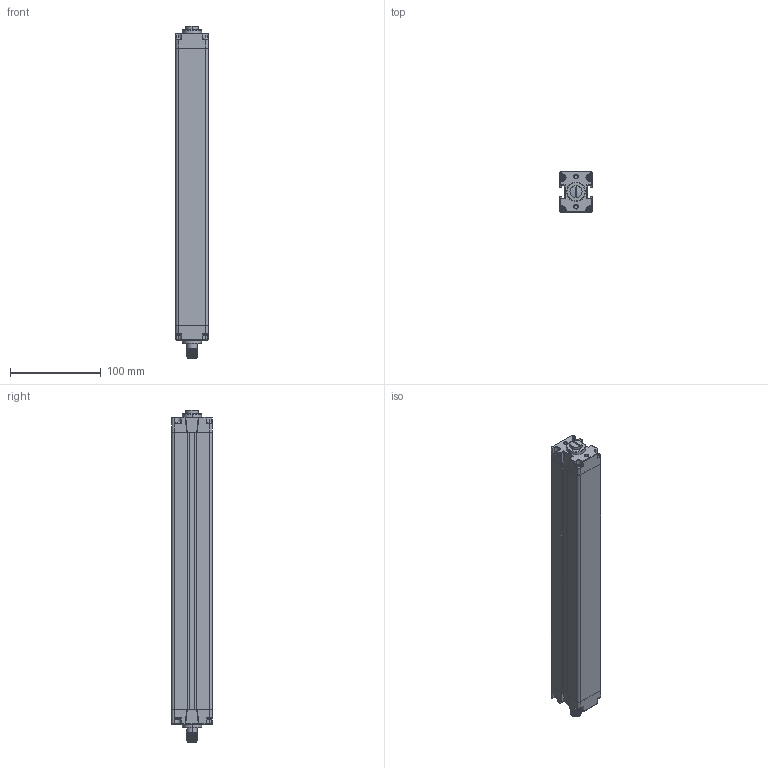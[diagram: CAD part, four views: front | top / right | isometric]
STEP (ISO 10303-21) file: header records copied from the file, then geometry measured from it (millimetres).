
FILE_DESCRIPTION((''),'2;1');
FILE_NAME('207389_ASM','2019-02-25T12:36:40',('pdmadmin'),('BANNER ENGINEERING'),'CREO PARAMETRIC BY PTC INC, 2018300','CREO PARAMETRIC BY PTC INC, 2018300','');
FILE_SCHEMA(('CONFIG_CONTROL_DESIGN'));
Products named in the file (102): 155606_AF4; 207427_AF0_ASM; 158940_AF0; 207392_AF0_ASM; 177099_AF0; 127802_AF1; 127813_AF0; 127800_INSERT_AF0; 127800_INSERT_AF1; 127802_AF0_ASM; 127806_AF0; 127824_AF0_ASM; 127812_AF0; 127818_CABLE_AF0; 08825_AF0; 60424_AF0; 127817_AF0_ASM; 130386_AF0; 136038_AF0_ASM; 127802_AF3; 127813_AF1; 127800_INSERT_AF2; 127800_INSERT_AF3; 127802_AF2_ASM; 127806_AF1; 127824_AF1_ASM; 127812_AF1; 127818_CABLE_AF1; 08825_AF1; 60424_AF1; 127817_AF1_ASM; 130386_AF1; 136038_AF1_ASM; 127802_AF5; 127813_AF2; 127800_INSERT_AF4; 127800_INSERT_AF5; 127802_AF4_ASM; 127806_AF2; 127824_AF2_ASM ...
Assembly tree (108 placements, depth 6):
  207389_ASM
    207392_AF0_ASM
      207427_AF0_ASM
        155606_AF4
      158940_AF0
    207491_AF0_ASM
      177099_AF0
      136038_AF0_ASM
        127824_AF0_ASM
          127802_AF0_ASM
            127802_AF1
            127813_AF0
            127800_INSERT_AF0
            127800_INSERT_AF1
          127806_AF0
        127817_AF0_ASM
          127812_AF0
          127818_CABLE_AF0
          08825_AF0
          60424_AF0
        130386_AF0
      136038_AF1_ASM
        127824_AF1_ASM
          127802_AF2_ASM
            127802_AF3
            127813_AF1
            127800_INSERT_AF2
            127800_INSERT_AF3
          127806_AF1
        127817_AF1_ASM
          127812_AF1
          127818_CABLE_AF1
          08825_AF1
          60424_AF1
        130386_AF1
      136038_AF2_ASM
        127824_AF2_ASM
          127802_AF4_ASM
            127802_AF5
            127813_AF2
            127800_INSERT_AF4
            127800_INSERT_AF5
          127806_AF2
        127817_AF2_ASM
          127812_AF2
          127818_CABLE_AF2
          08825_AF2
          60424_AF2
        130386_AF2
      136038_AF3_ASM
        127824_AF3_ASM
          127802_AF6_ASM
            127802_AF7
            127813_AF3
            127800_INSERT_AF6
            127800_INSERT_AF7
          127806_AF3
        127817_AF3_ASM
          127812_AF3
          127818_CABLE_AF3
Bounding box: 36 x 45 x 364.84 mm (x, y, z)
Volume: 224525.1 mm3; surface area: 145403.6 mm2
Topology: 18 solids, 52 shells, 1181 faces, 2970 edges, 1888 vertices
Faces by surface type: plane 535, cylinder 363, cone 166, bspline 55, sphere 34, torus 28
Entity records: 41057 total; most frequent: CARTESIAN_POINT 14375, DIRECTION 5546, ORIENTED_EDGE 5006, EDGE_CURVE 2578, AXIS2_PLACEMENT_3D 2049, VERTEX_POINT 1636, VECTOR 1448, LINE 1448
